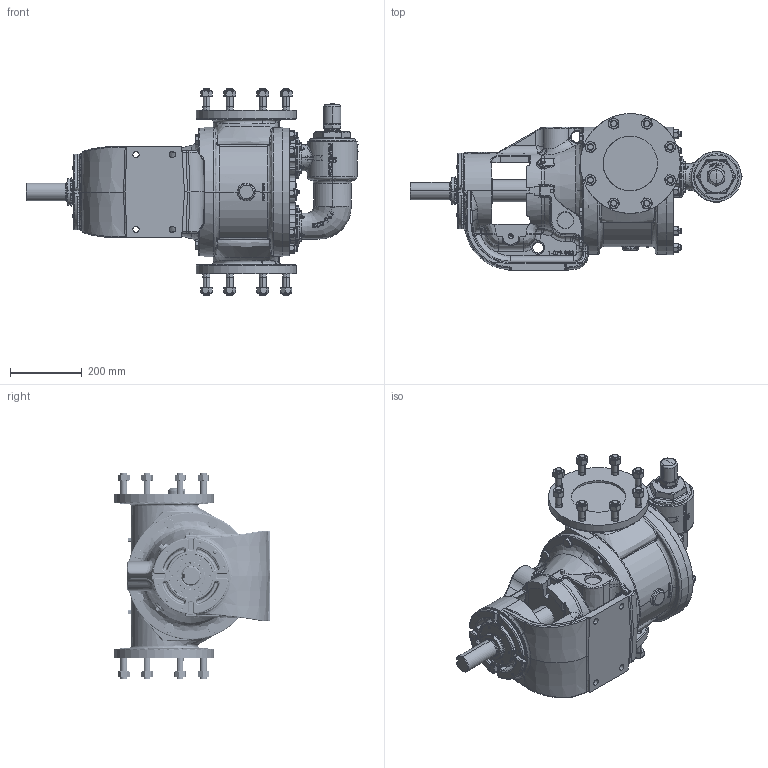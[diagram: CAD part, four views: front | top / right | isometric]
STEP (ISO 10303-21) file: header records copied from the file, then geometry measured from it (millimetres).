
FILE_DESCRIPTION (( 'STEP AP214' ), '1' );
FILE_NAME ('QS224A1.STEP', '2016-10-14T14:43:55', ( '' ), ( '' ), 'SwSTEP 2.0', 'SolidWorks 2015', '' );
FILE_SCHEMA (( 'AUTOMOTIVE_DESIGN' ));
Length unit declared in the file: inch
Products named in the file (2): QS224A1
Bounding box: 927.84 x 438.15 x 577.6 mm (x, y, z)
Volume: 47322953.9 mm3; surface area: 1725100.4 mm2
Topology: 1 solids, 1 shells, 4946 faces, 12685 edges, 7883 vertices
Faces by surface type: plane 1587, bspline 1475, cylinder 1104, cone 780
Entity records: 404661 total; most frequent: CARTESIAN_POINT 253634, ORIENTED_EDGE 25044, DIRECTION 18229, EDGE_CURVE 12522, VERTEX_POINT 7883, AXIS2_PLACEMENT_3D 6989, EDGE_LOOP 5287, ADVANCED_FACE 4946
